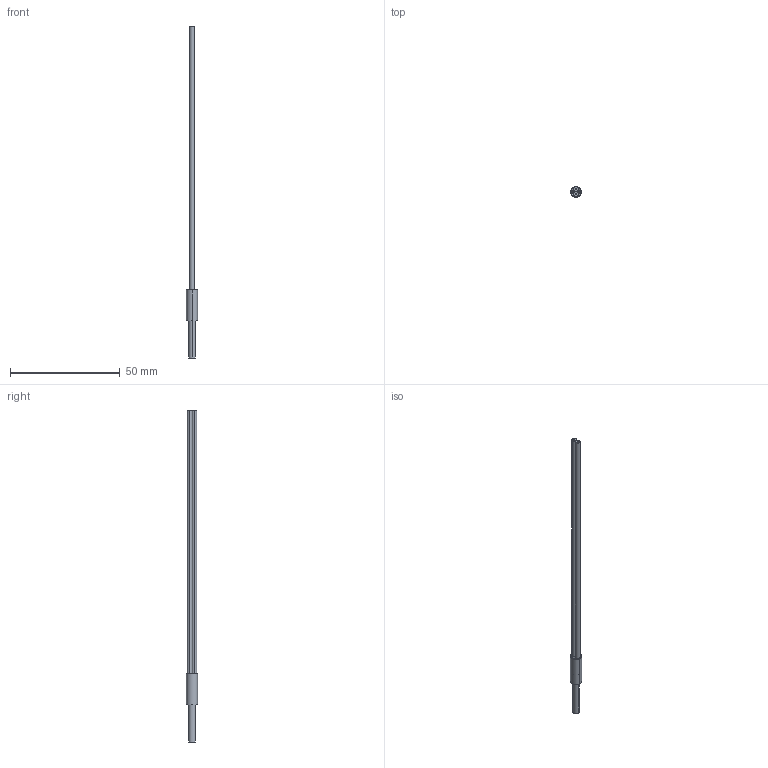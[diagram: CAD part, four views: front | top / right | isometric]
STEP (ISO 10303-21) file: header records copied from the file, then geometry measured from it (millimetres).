
FILE_DESCRIPTION((''),'2;1');
FILE_NAME('193976_ASM','2016-03-09T',('pdmadmin'),(''),'PRO/ENGINEER BY PARAMETRIC TECHNOLOGY CORPORATION, 2013230','PRO/ENGINEER BY PARAMETRIC TECHNOLOGY CORPORATION, 2013230','');
FILE_SCHEMA(('CONFIG_CONTROL_DESIGN'));
Length unit declared in the file: inch
Products named in the file (6): 35315; 39112; 38367; FIBER_CORE_020_X_; 91479_ASM; 193976_ASM
Assembly tree (7 placements, depth 3):
  193976_ASM
    91479_ASM
      35315
      39112
      38367  x2
      FIBER_CORE_020_X_  x2
Bounding box: 5.08 x 5.08 x 151 mm (x, y, z)
Volume: 1086.6 mm3; surface area: 2505.1 mm2
Topology: 6 solids, 6 shells, 48 faces, 88 edges, 56 vertices
Faces by surface type: cylinder 28, plane 16, cone 4
Entity records: 1071 total; most frequent: DIRECTION 210, CARTESIAN_POINT 157, ORIENTED_EDGE 128, AXIS2_PLACEMENT_3D 93, EDGE_CURVE 64, VERTEX_POINT 40, EDGE_LOOP 40, CIRCLE 40
